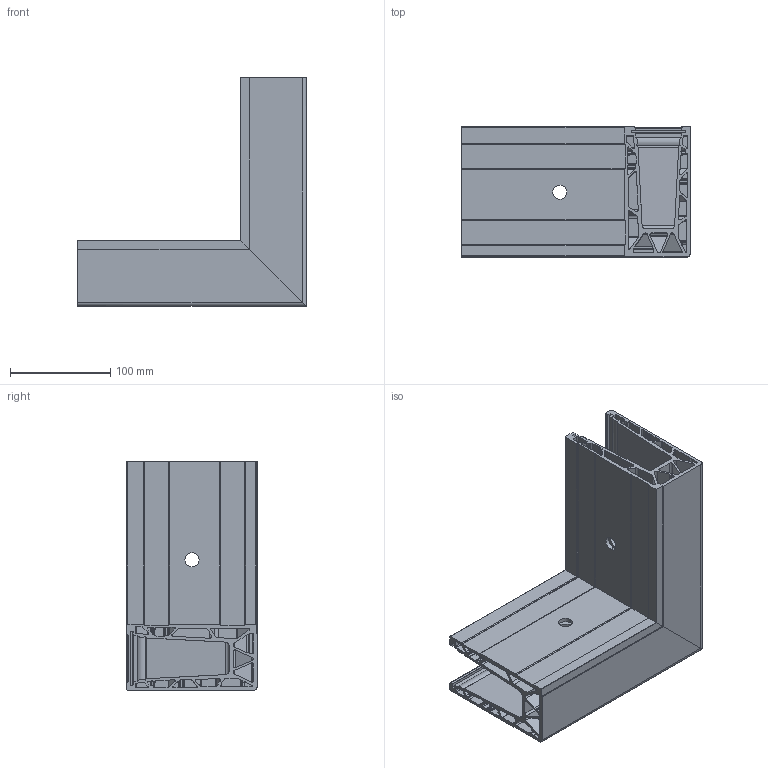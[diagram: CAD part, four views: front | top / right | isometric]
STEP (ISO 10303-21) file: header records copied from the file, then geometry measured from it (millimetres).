
FILE_DESCRIPTION (( 'STEP AP214' ), '1' );
FILE_NAME ('AL_0005-UNO-S-E-90-OUT.STEP', '2024-06-26T08:55:56', ( '' ), ( '' ), 'SwSTEP 2.0', 'SolidWorks 2019', '' );
FILE_SCHEMA (( 'AUTOMOTIVE_DESIGN' ));
Length unit declared in the file: millimetre
Products named in the file (1): AL_0005-UNO-S-E-90-OUT
Bounding box: 228.2 x 130 x 228.2 mm (x, y, z)
Volume: 890556.9 mm3; surface area: 534106 mm2
Topology: 1 solids, 1 shells, 606 faces, 1571 edges, 961 vertices
Faces by surface type: cylinder 334, plane 272
Entity records: 18570 total; most frequent: CARTESIAN_POINT 4165, ORIENTED_EDGE 3142, DIRECTION 2866, EDGE_CURVE 1571, LINE 992, VECTOR 992, VERTEX_POINT 961, AXIS2_PLACEMENT_3D 937
